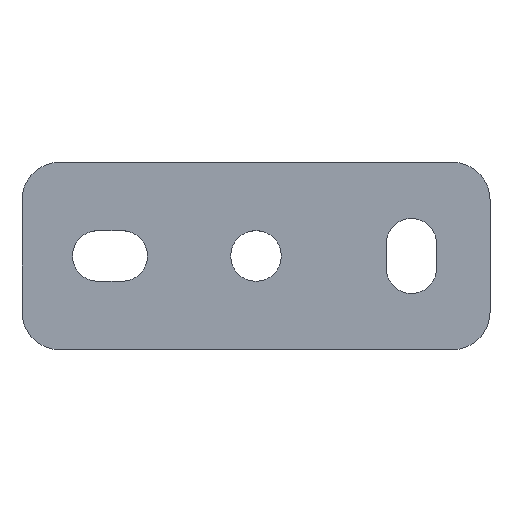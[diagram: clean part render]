
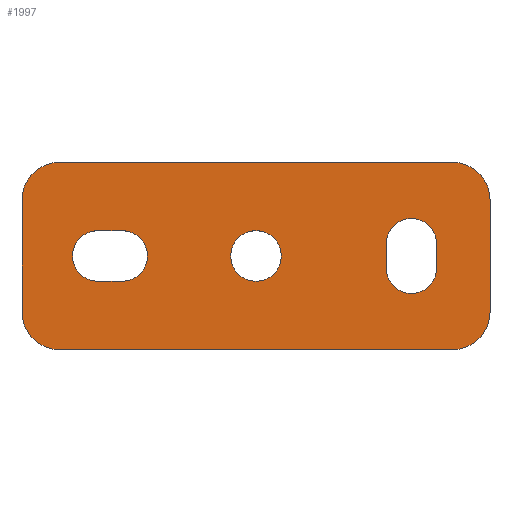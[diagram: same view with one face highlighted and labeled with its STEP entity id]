
A CAD part, top view. The second image highlights one B-rep face of the part: STEP entity #1997.
In plain terms, the highlighted planar face has unit normal (0, 0, 1).
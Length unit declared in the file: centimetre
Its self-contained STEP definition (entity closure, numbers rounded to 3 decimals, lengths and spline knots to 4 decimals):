
#71=FACE_BOUND('',#258,.T.);
#72=FACE_BOUND('',#259,.T.);
#73=FACE_BOUND('',#260,.T.);
#142=FACE_OUTER_BOUND('',#257,.T.);
#257=EDGE_LOOP('',(#1459,#1460,#1461,#1462,#1463,#1464,#1465,#1466));
#258=EDGE_LOOP('',(#1467));
#259=EDGE_LOOP('',(#1468,#1469,#1470,#1471));
#260=EDGE_LOOP('',(#1472,#1473,#1474,#1475));
#423=CIRCLE('',#2114,0.675);
#424=CIRCLE('',#2116,0.675);
#425=CIRCLE('',#2119,0.675);
#426=CIRCLE('',#2123,0.675);
#427=CIRCLE('',#2126,0.675);
#428=CIRCLE('',#2128,1.);
#429=CIRCLE('',#2131,1.);
#430=CIRCLE('',#2134,1.);
#431=CIRCLE('',#2137,1.);
#530=LINE('',#3016,#714);
#533=LINE('',#3023,#717);
#534=LINE('',#3027,#718);
#538=LINE('',#3036,#722);
#542=LINE('',#3048,#726);
#545=LINE('',#3056,#729);
#548=LINE('',#3064,#732);
#551=LINE('',#3071,#735);
#714=VECTOR('',#2385,0.65);
#717=VECTOR('',#2394,0.65);
#718=VECTOR('',#2397,0.65);
#722=VECTOR('',#2407,0.65);
#726=VECTOR('',#2421,10.5);
#729=VECTOR('',#2430,3.);
#732=VECTOR('',#2439,10.5);
#735=VECTOR('',#2448,3.);
#917=VERTEX_POINT('',#3006);
#918=VERTEX_POINT('',#3009);
#919=VERTEX_POINT('',#3010);
#920=VERTEX_POINT('',#3015);
#921=VERTEX_POINT('',#3019);
#922=VERTEX_POINT('',#3025);
#923=VERTEX_POINT('',#3026);
#924=VERTEX_POINT('',#3031);
#925=VERTEX_POINT('',#3035);
#926=VERTEX_POINT('',#3041);
#927=VERTEX_POINT('',#3042);
#928=VERTEX_POINT('',#3047);
#929=VERTEX_POINT('',#3051);
#930=VERTEX_POINT('',#3055);
#931=VERTEX_POINT('',#3059);
#932=VERTEX_POINT('',#3063);
#933=VERTEX_POINT('',#3067);
#1107=EDGE_CURVE('',#917,#917,#423,.T.);
#1108=EDGE_CURVE('',#918,#919,#424,.T.);
#1111=EDGE_CURVE('',#919,#920,#530,.T.);
#1113=EDGE_CURVE('',#920,#921,#425,.T.);
#1115=EDGE_CURVE('',#921,#918,#533,.T.);
#1116=EDGE_CURVE('',#922,#923,#534,.T.);
#1119=EDGE_CURVE('',#923,#924,#426,.T.);
#1121=EDGE_CURVE('',#924,#925,#538,.T.);
#1123=EDGE_CURVE('',#925,#922,#427,.T.);
#1124=EDGE_CURVE('',#926,#927,#428,.T.);
#1127=EDGE_CURVE('',#927,#928,#542,.T.);
#1129=EDGE_CURVE('',#928,#929,#429,.T.);
#1131=EDGE_CURVE('',#929,#930,#545,.T.);
#1133=EDGE_CURVE('',#930,#931,#430,.T.);
#1135=EDGE_CURVE('',#931,#932,#548,.T.);
#1137=EDGE_CURVE('',#932,#933,#431,.T.);
#1139=EDGE_CURVE('',#933,#926,#551,.T.);
#1459=ORIENTED_EDGE('',*,*,#1124,.F.);
#1460=ORIENTED_EDGE('',*,*,#1139,.F.);
#1461=ORIENTED_EDGE('',*,*,#1137,.F.);
#1462=ORIENTED_EDGE('',*,*,#1135,.F.);
#1463=ORIENTED_EDGE('',*,*,#1133,.F.);
#1464=ORIENTED_EDGE('',*,*,#1131,.F.);
#1465=ORIENTED_EDGE('',*,*,#1129,.F.);
#1466=ORIENTED_EDGE('',*,*,#1127,.F.);
#1467=ORIENTED_EDGE('',*,*,#1107,.T.);
#1468=ORIENTED_EDGE('',*,*,#1108,.T.);
#1469=ORIENTED_EDGE('',*,*,#1111,.T.);
#1470=ORIENTED_EDGE('',*,*,#1113,.T.);
#1471=ORIENTED_EDGE('',*,*,#1115,.T.);
#1472=ORIENTED_EDGE('',*,*,#1116,.T.);
#1473=ORIENTED_EDGE('',*,*,#1119,.T.);
#1474=ORIENTED_EDGE('',*,*,#1121,.T.);
#1475=ORIENTED_EDGE('',*,*,#1123,.T.);
#1929=PLANE('',#2139);
#1997=ADVANCED_FACE('',(#142,#71,#72,#73),#1929,.T.);
#2114=AXIS2_PLACEMENT_3D('',#3007,#2375,#2376);
#2116=AXIS2_PLACEMENT_3D('',#3011,#2379,#2380);
#2119=AXIS2_PLACEMENT_3D('',#3020,#2389,#2390);
#2123=AXIS2_PLACEMENT_3D('',#3032,#2402,#2403);
#2126=AXIS2_PLACEMENT_3D('',#3039,#2411,#2412);
#2128=AXIS2_PLACEMENT_3D('',#3043,#2415,#2416);
#2131=AXIS2_PLACEMENT_3D('',#3052,#2425,#2426);
#2134=AXIS2_PLACEMENT_3D('',#3060,#2434,#2435);
#2137=AXIS2_PLACEMENT_3D('',#3068,#2443,#2444);
#2139=AXIS2_PLACEMENT_3D('',#3072,#2449,#2450);
#2375=DIRECTION('center_axis',(0.,0.,-1.));
#2376=DIRECTION('ref_axis',(-1.,0.,0.));
#2379=DIRECTION('center_axis',(0.,0.,-1.));
#2380=DIRECTION('ref_axis',(1.,0.,0.));
#2385=DIRECTION('',(0.,-1.,0.));
#2389=DIRECTION('center_axis',(0.,0.,-1.));
#2390=DIRECTION('ref_axis',(-1.,0.,0.));
#2394=DIRECTION('',(0.,1.,0.));
#2397=DIRECTION('',(1.,0.,0.));
#2402=DIRECTION('center_axis',(0.,0.,-1.));
#2403=DIRECTION('ref_axis',(0.,1.,0.));
#2407=DIRECTION('',(-1.,0.,0.));
#2411=DIRECTION('center_axis',(0.,0.,-1.));
#2412=DIRECTION('ref_axis',(0.,-1.,0.));
#2415=DIRECTION('center_axis',(0.,0.,-1.));
#2416=DIRECTION('ref_axis',(0.,1.,0.));
#2421=DIRECTION('',(1.,0.,0.));
#2425=DIRECTION('center_axis',(0.,0.,-1.));
#2426=DIRECTION('ref_axis',(1.,0.,0.));
#2430=DIRECTION('',(0.,-1.,0.));
#2434=DIRECTION('center_axis',(0.,0.,-1.));
#2435=DIRECTION('ref_axis',(0.,-1.,0.));
#2439=DIRECTION('',(-1.,0.,0.));
#2443=DIRECTION('center_axis',(0.,0.,-1.));
#2444=DIRECTION('ref_axis',(-1.,0.,0.));
#2448=DIRECTION('',(0.,1.,0.));
#2449=DIRECTION('center_axis',(0.,0.,1.));
#2450=DIRECTION('ref_axis',(1.,0.,0.));
#3006=CARTESIAN_POINT('',(0.675,0.,0.8));
#3007=CARTESIAN_POINT('Origin',(0.,0.,0.8));
#3009=CARTESIAN_POINT('',(3.475,0.325,0.8));
#3010=CARTESIAN_POINT('',(4.825,0.325,0.8));
#3011=CARTESIAN_POINT('Origin',(4.15,0.325,0.8));
#3015=CARTESIAN_POINT('',(4.825,-0.325,0.8));
#3016=CARTESIAN_POINT('',(4.825,0.1625,0.8));
#3019=CARTESIAN_POINT('',(3.475,-0.325,0.8));
#3020=CARTESIAN_POINT('Origin',(4.15,-0.325,0.8));
#3023=CARTESIAN_POINT('',(3.475,-0.1625,0.8));
#3025=CARTESIAN_POINT('',(-4.225,0.675,0.8));
#3026=CARTESIAN_POINT('',(-3.575,0.675,0.8));
#3027=CARTESIAN_POINT('',(-2.1125,0.675,0.8));
#3031=CARTESIAN_POINT('',(-3.575,-0.675,0.8));
#3032=CARTESIAN_POINT('Origin',(-3.575,0.,0.8));
#3035=CARTESIAN_POINT('',(-4.225,-0.675,0.8));
#3036=CARTESIAN_POINT('',(-1.7875,-0.675,0.8));
#3039=CARTESIAN_POINT('Origin',(-4.225,0.,0.8));
#3041=CARTESIAN_POINT('',(-6.25,1.5,0.8));
#3042=CARTESIAN_POINT('',(-5.25,2.5,0.8));
#3043=CARTESIAN_POINT('Origin',(-5.25,1.5,0.8));
#3047=CARTESIAN_POINT('',(5.25,2.5,0.8));
#3048=CARTESIAN_POINT('',(5.25,2.5,0.8));
#3051=CARTESIAN_POINT('',(6.25,1.5,0.8));
#3052=CARTESIAN_POINT('Origin',(5.25,1.5,0.8));
#3055=CARTESIAN_POINT('',(6.25,-1.5,0.8));
#3056=CARTESIAN_POINT('',(6.25,-1.5,0.8));
#3059=CARTESIAN_POINT('',(5.25,-2.5,0.8));
#3060=CARTESIAN_POINT('Origin',(5.25,-1.5,0.8));
#3063=CARTESIAN_POINT('',(-5.25,-2.5,0.8));
#3064=CARTESIAN_POINT('',(-5.25,-2.5,0.8));
#3067=CARTESIAN_POINT('',(-6.25,-1.5,0.8));
#3068=CARTESIAN_POINT('Origin',(-5.25,-1.5,0.8));
#3071=CARTESIAN_POINT('',(-6.25,1.5,0.8));
#3072=CARTESIAN_POINT('Origin',(0.,0.,0.8));
